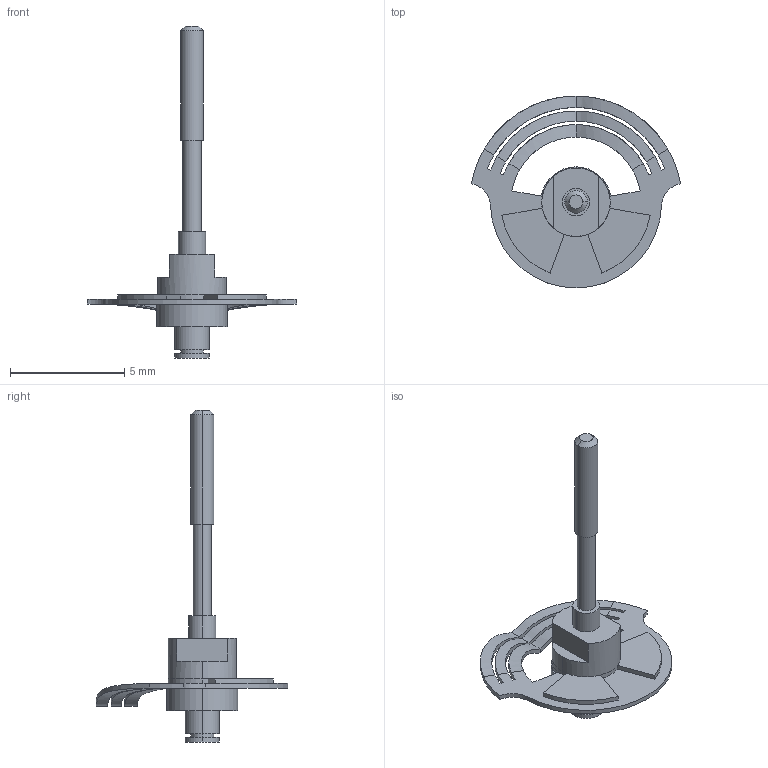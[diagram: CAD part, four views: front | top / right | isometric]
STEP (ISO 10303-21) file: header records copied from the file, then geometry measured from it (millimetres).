
FILE_DESCRIPTION (( 'STEP AP214' ), '1' );
FILE_NAME ('Pot2.STEP', '2015-07-21T18:33:03', ( '' ), ( '' ), 'SwSTEP 2.0', 'SolidWorks 2015', '' );
FILE_SCHEMA (( 'AUTOMOTIVE_DESIGN' ));
Length unit declared in the file: millimetre
Products named in the file (1): Pot2
Bounding box: 9.16 x 8.4 x 14.53 mm (x, y, z)
Volume: 39.9 mm3; surface area: 236.6 mm2
Topology: 4 solids, 4 shells, 88 faces, 226 edges, 146 vertices
Faces by surface type: cylinder 40, plane 30, bspline 16, cone 2
Entity records: 3569 total; most frequent: CARTESIAN_POINT 1349, ORIENTED_EDGE 452, DIRECTION 442, EDGE_CURVE 226, AXIS2_PLACEMENT_3D 167, VERTEX_POINT 146, LINE 108, VECTOR 108
